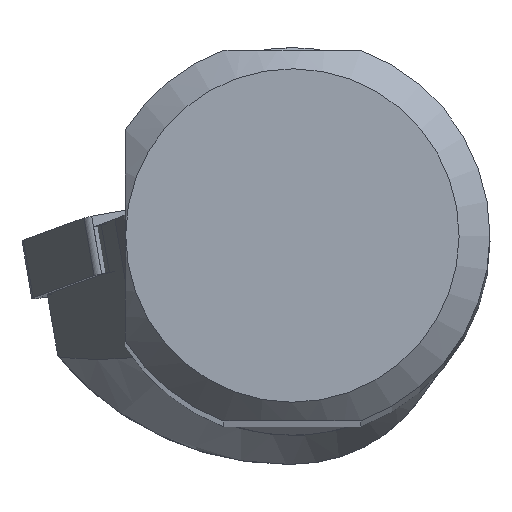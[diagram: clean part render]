
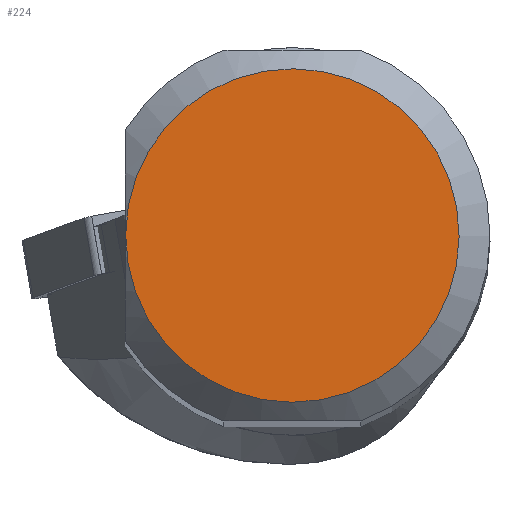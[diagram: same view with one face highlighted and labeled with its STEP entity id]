
A CAD part, top view. The second image highlights one B-rep face of the part: STEP entity #224.
In plain terms, the highlighted planar face has unit normal (0, 0, 1).
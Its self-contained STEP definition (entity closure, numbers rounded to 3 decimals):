
#167=FACE_OUTER_BOUND('',#476,.T.);
#224=ADVANCED_FACE('CU_SU_BP3',(#167),#267,.F.);
#267=PLANE('',#1272);
#476=EDGE_LOOP('',(#685));
#685=ORIENTED_EDGE('',*,*,#1029,.T.);
#904=VERTEX_POINT('',#2037);
#1029=EDGE_CURVE('',#904,#904,#1100,.T.);
#1100=CIRCLE('',#1267,13.489);
#1267=AXIS2_PLACEMENT_3D('',#2036,#1522,#1523);
#1272=AXIS2_PLACEMENT_3D('',#2070,#1532,#1533);
#1522=DIRECTION('',(0.,0.,1.));
#1523=DIRECTION('',(-0.986,-0.168,0.));
#1532=DIRECTION('',(0.,0.,-1.));
#1533=DIRECTION('',(-0.986,-0.168,0.));
#2036=CARTESIAN_POINT('',(0.,0.,0.));
#2037=CARTESIAN_POINT('',(-13.297,-2.268,0.));
#2070=CARTESIAN_POINT('',(-15.989,0.,0.));
